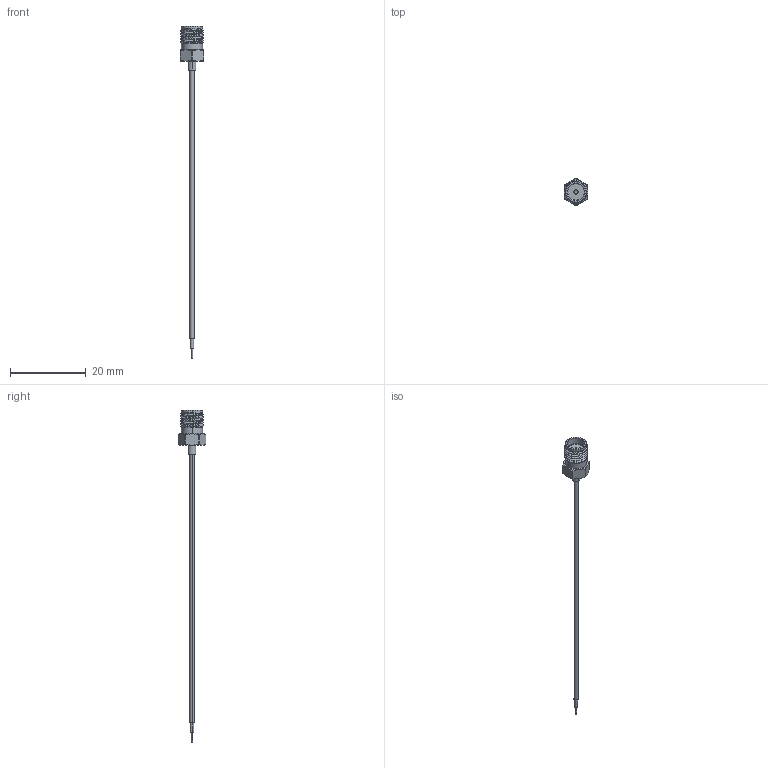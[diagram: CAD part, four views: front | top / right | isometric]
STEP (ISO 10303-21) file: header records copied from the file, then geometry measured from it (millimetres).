
FILE_DESCRIPTION (( 'STEP AP214' ), '1' );
FILE_NAME ('FMCA2534.step', '2021-07-12T16:19:01', ( '' ), ( '' ), 'SwSTEP 2.0', 'SolidWorks 2020', '' );
FILE_SCHEMA (( 'AUTOMOTIVE_DESIGN' ));
Length unit declared in the file: inch
Products named in the file (3): FM-SR047FL^FMCA2534_Trimmed; FMCN1735^FMCA2534; FMCA2534
Assembly tree (2 placements, depth 2):
  FMCA2534
    FM-SR047FL^FMCA2534_Trimmed
    FMCN1735^FMCA2534
Bounding box: 6.35 x 7.2 x 87.86 mm (x, y, z)
Volume: 321.5 mm3; surface area: 628.8 mm2
Topology: 2 solids, 2 shells, 94 faces, 234 edges, 151 vertices
Faces by surface type: cylinder 37, cone 27, plane 25, bspline 3, torus 2
Entity records: 4047 total; most frequent: CARTESIAN_POINT 1754, ORIENTED_EDGE 468, DIRECTION 447, EDGE_CURVE 234, AXIS2_PLACEMENT_3D 183, VERTEX_POINT 151, EDGE_LOOP 101, FACE_OUTER_BOUND 94
